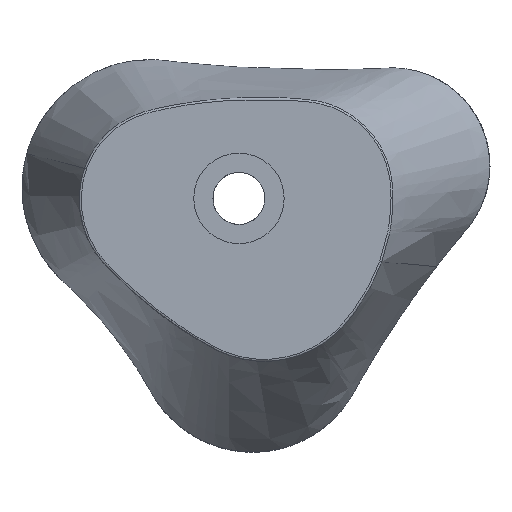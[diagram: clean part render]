
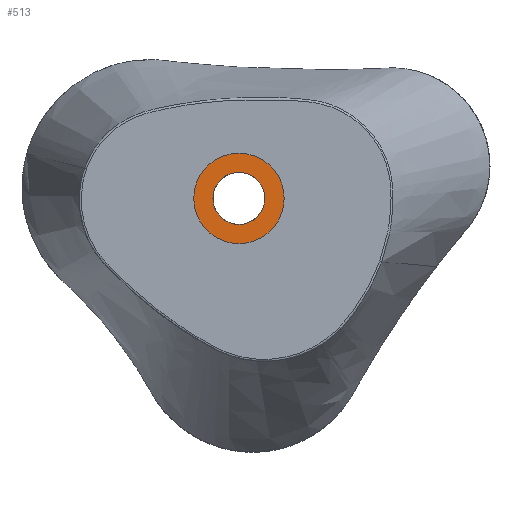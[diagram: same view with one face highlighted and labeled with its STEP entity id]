
A CAD part, front view. The second image highlights one B-rep face of the part: STEP entity #513.
In plain terms, the highlighted planar face has unit normal (0, -1, 0).
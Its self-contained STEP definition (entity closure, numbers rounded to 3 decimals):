
#513 = ADVANCED_FACE ( 'NONE', ( #17289, #22293 ), #20207, .T. ) ;
#1842 = DIRECTION ( 'NONE',  ( 0., 0., -1. ) ) ;
#2316 = EDGE_CURVE ( 'NONE', #3710, #4957, #21970, .T. ) ;
#2467 = CARTESIAN_POINT ( 'NONE',  ( 0., -10., -23. ) ) ;
#2861 = CARTESIAN_POINT ( 'NONE',  ( 0., -10., -40. ) ) ;
#3710 = VERTEX_POINT ( 'NONE', #2861 ) ;
#4897 = CARTESIAN_POINT ( 'NONE',  ( 0., -10., 40. ) ) ;
#4957 = VERTEX_POINT ( 'NONE', #4897 ) ;
#5400 = DIRECTION ( 'NONE',  ( 0., -1., 0. ) ) ;
#5625 = ORIENTED_EDGE ( 'NONE', *, *, #2316, .T. ) ;
#5952 = CIRCLE ( 'NONE', #19718, 23. ) ;
#6973 = ORIENTED_EDGE ( 'NONE', *, *, #19012, .T. ) ;
#7538 = ORIENTED_EDGE ( 'NONE', *, *, #21268, .F. ) ;
#7944 = DIRECTION ( 'NONE',  ( 0., 0., -1. ) ) ;
#8813 = EDGE_LOOP ( 'NONE', ( #5625, #6973 ) ) ;
#8860 = AXIS2_PLACEMENT_3D ( 'NONE', #20374, #20391, #20704 ) ;
#9754 = DIRECTION ( 'NONE',  ( 0., -1., 0. ) ) ;
#10556 = EDGE_CURVE ( 'NONE', #18526, #21589, #5952, .T. ) ;
#11317 = AXIS2_PLACEMENT_3D ( 'NONE', #21038, #9754, #22997 ) ;
#13161 = DIRECTION ( 'NONE',  ( 0., -1., 0. ) ) ;
#13737 = CARTESIAN_POINT ( 'NONE',  ( 0., -10., 0. ) ) ;
#14192 = DIRECTION ( 'NONE',  ( 0., -1., 0. ) ) ;
#15372 = ORIENTED_EDGE ( 'NONE', *, *, #10556, .F. ) ;
#17289 = FACE_OUTER_BOUND ( 'NONE', #8813, .T. ) ;
#18207 = AXIS2_PLACEMENT_3D ( 'NONE', #24516, #13161, #1842 ) ;
#18526 = VERTEX_POINT ( 'NONE', #21236 ) ;
#18745 = CARTESIAN_POINT ( 'NONE',  ( 0., -10., 0. ) ) ;
#19012 = EDGE_CURVE ( 'NONE', #4957, #3710, #23792, .T. ) ;
#19718 = AXIS2_PLACEMENT_3D ( 'NONE', #18745, #5400, #7944 ) ;
#20207 = PLANE ( 'NONE',  #8860 ) ;
#20374 = CARTESIAN_POINT ( 'NONE',  ( 0., -10., 0. ) ) ;
#20391 = DIRECTION ( 'NONE',  ( 0., -1., 0. ) ) ;
#20431 = CIRCLE ( 'NONE', #18207, 23. ) ;
#20704 = DIRECTION ( 'NONE',  ( 0., 0., -1. ) ) ;
#21038 = CARTESIAN_POINT ( 'NONE',  ( 0., -10., 0. ) ) ;
#21236 = CARTESIAN_POINT ( 'NONE',  ( 0., -10., 23. ) ) ;
#21268 = EDGE_CURVE ( 'NONE', #21589, #18526, #20431, .T. ) ;
#21589 = VERTEX_POINT ( 'NONE', #2467 ) ;
#21970 = CIRCLE ( 'NONE', #24233, 40. ) ;
#22293 = FACE_BOUND ( 'NONE', #22450, .T. ) ;
#22450 = EDGE_LOOP ( 'NONE', ( #7538, #15372 ) ) ;
#22997 = DIRECTION ( 'NONE',  ( 0., 0., -1. ) ) ;
#23654 = DIRECTION ( 'NONE',  ( 0., 0., -1. ) ) ;
#23792 = CIRCLE ( 'NONE', #11317, 40. ) ;
#24233 = AXIS2_PLACEMENT_3D ( 'NONE', #13737, #14192, #23654 ) ;
#24516 = CARTESIAN_POINT ( 'NONE',  ( 0., -10., 0. ) ) ;
